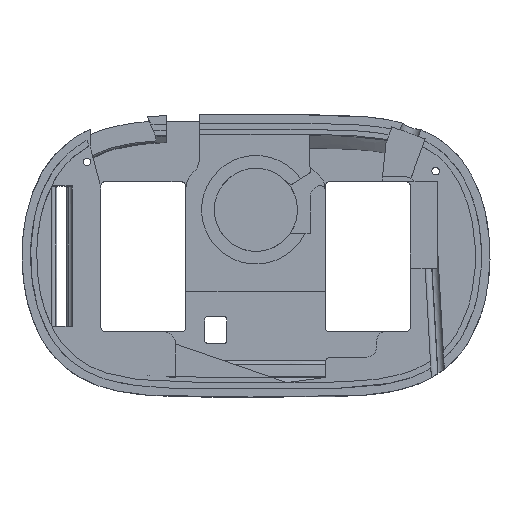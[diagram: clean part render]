
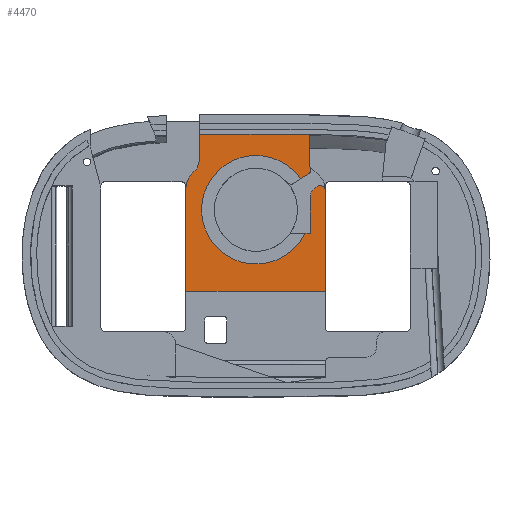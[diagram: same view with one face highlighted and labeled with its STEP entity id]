
A CAD part, top view. The second image highlights one B-rep face of the part: STEP entity #4470.
In plain terms, the highlighted planar face has unit normal (0, 0, 1).
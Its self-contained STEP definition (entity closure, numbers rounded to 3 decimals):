
#143=PLANE('',#4744);
#349=LINE('',#23324,#629);
#351=LINE('',#23331,#631);
#357=LINE('',#23380,#637);
#362=LINE('',#23390,#642);
#363=LINE('',#23392,#643);
#364=LINE('',#23396,#644);
#365=LINE('',#23400,#645);
#366=LINE('',#23402,#646);
#367=LINE('',#23405,#647);
#368=LINE('',#23407,#648);
#629=VECTOR('',#5360,10.);
#631=VECTOR('',#5368,10.);
#637=VECTOR('',#5386,10.);
#642=VECTOR('',#5393,10.);
#643=VECTOR('',#5394,10.);
#644=VECTOR('',#5397,10.);
#645=VECTOR('',#5400,10.);
#646=VECTOR('',#5401,10.);
#647=VECTOR('',#5404,10.);
#648=VECTOR('',#5405,10.);
#869=FACE_OUTER_BOUND('',#1109,.T.);
#1109=EDGE_LOOP('',(#3667,#3668,#3669,#3670,#3671,#3672,#3673,#3674,#3675,
#3676,#3677,#3678,#3679,#3680,#3681,#3682,#3683));
#1448=B_SPLINE_CURVE_WITH_KNOTS('',3,(#23408,#23409,#23410,#23411,#23412,
#23413),.UNSPECIFIED.,.F.,.F.,(4,2,4),(-7.89,-3.265,
-1.002),.UNSPECIFIED.);
#1589=CIRCLE('',#4733,8.);
#1590=CIRCLE('',#4736,8.);
#1592=CIRCLE('',#4741,2.);
#1594=CIRCLE('',#4745,2.);
#1595=CIRCLE('',#4746,5.);
#1596=CIRCLE('',#4747,22.265);
#2004=VERTEX_POINT('',#23311);
#2005=VERTEX_POINT('',#23312);
#2008=VERTEX_POINT('',#23322);
#2009=VERTEX_POINT('',#23326);
#2010=VERTEX_POINT('',#23330);
#2017=VERTEX_POINT('',#23370);
#2018=VERTEX_POINT('',#23371);
#2021=VERTEX_POINT('',#23379);
#2025=VERTEX_POINT('',#23389);
#2026=VERTEX_POINT('',#23391);
#2027=VERTEX_POINT('',#23393);
#2028=VERTEX_POINT('',#23395);
#2029=VERTEX_POINT('',#23397);
#2030=VERTEX_POINT('',#23399);
#2031=VERTEX_POINT('',#23401);
#2032=VERTEX_POINT('',#23404);
#2033=VERTEX_POINT('',#23406);
#2596=EDGE_CURVE('',#2004,#2005,#1589,.T.);
#2603=EDGE_CURVE('',#2004,#2008,#349,.T.);
#2604=EDGE_CURVE('',#2009,#2005,#1590,.F.);
#2606=EDGE_CURVE('',#2010,#2009,#351,.T.);
#2616=EDGE_CURVE('',#2017,#2018,#1592,.T.);
#2620=EDGE_CURVE('',#2021,#2018,#357,.T.);
#2625=EDGE_CURVE('',#2008,#2025,#362,.T.);
#2626=EDGE_CURVE('',#2025,#2026,#363,.T.);
#2627=EDGE_CURVE('',#2027,#2026,#1594,.T.);
#2628=EDGE_CURVE('',#2027,#2028,#364,.T.);
#2629=EDGE_CURVE('',#2028,#2029,#1595,.T.);
#2630=EDGE_CURVE('',#2029,#2030,#365,.T.);
#2631=EDGE_CURVE('',#2030,#2031,#366,.T.);
#2632=EDGE_CURVE('',#2021,#2031,#1596,.T.);
#2633=EDGE_CURVE('',#2017,#2032,#367,.T.);
#2634=EDGE_CURVE('',#2032,#2033,#368,.T.);
#2635=EDGE_CURVE('',#2010,#2033,#1448,.T.);
#3667=ORIENTED_EDGE('',*,*,#2596,.F.);
#3668=ORIENTED_EDGE('',*,*,#2603,.T.);
#3669=ORIENTED_EDGE('',*,*,#2625,.T.);
#3670=ORIENTED_EDGE('',*,*,#2626,.T.);
#3671=ORIENTED_EDGE('',*,*,#2627,.F.);
#3672=ORIENTED_EDGE('',*,*,#2628,.T.);
#3673=ORIENTED_EDGE('',*,*,#2629,.T.);
#3674=ORIENTED_EDGE('',*,*,#2630,.T.);
#3675=ORIENTED_EDGE('',*,*,#2631,.T.);
#3676=ORIENTED_EDGE('',*,*,#2632,.F.);
#3677=ORIENTED_EDGE('',*,*,#2620,.T.);
#3678=ORIENTED_EDGE('',*,*,#2616,.F.);
#3679=ORIENTED_EDGE('',*,*,#2633,.T.);
#3680=ORIENTED_EDGE('',*,*,#2634,.T.);
#3681=ORIENTED_EDGE('',*,*,#2635,.F.);
#3682=ORIENTED_EDGE('',*,*,#2606,.T.);
#3683=ORIENTED_EDGE('',*,*,#2604,.T.);
#4470=ADVANCED_FACE('',(#869),#143,.F.);
#4733=AXIS2_PLACEMENT_3D('',#23313,#5350,#5351);
#4736=AXIS2_PLACEMENT_3D('',#23327,#5363,#5364);
#4741=AXIS2_PLACEMENT_3D('',#23372,#5378,#5379);
#4744=AXIS2_PLACEMENT_3D('',#23388,#5391,#5392);
#4745=AXIS2_PLACEMENT_3D('',#23394,#5395,#5396);
#4746=AXIS2_PLACEMENT_3D('',#23398,#5398,#5399);
#4747=AXIS2_PLACEMENT_3D('',#23403,#5402,#5403);
#5350=DIRECTION('center_axis',(0.,0.,-1.));
#5351=DIRECTION('ref_axis',(-0.908,0.418,0.));
#5360=DIRECTION('',(0.,-1.,0.));
#5363=DIRECTION('center_axis',(0.,0.,1.));
#5364=DIRECTION('ref_axis',(0.301,-0.954,0.));
#5368=DIRECTION('',(0.,-1.,0.));
#5378=DIRECTION('center_axis',(0.,0.,-1.));
#5379=DIRECTION('ref_axis',(0.995,-0.104,0.));
#5386=DIRECTION('',(0.844,0.536,0.));
#5391=DIRECTION('center_axis',(0.,0.,-1.));
#5392=DIRECTION('ref_axis',(1.,0.,0.));
#5393=DIRECTION('',(1.,0.,0.));
#5394=DIRECTION('',(0.,1.,0.));
#5395=DIRECTION('center_axis',(0.,0.,-1.));
#5396=DIRECTION('ref_axis',(0.481,0.876,0.));
#5397=DIRECTION('',(-0.844,-0.536,0.));
#5398=DIRECTION('center_axis',(0.,0.,1.));
#5399=DIRECTION('ref_axis',(-0.536,0.844,0.));
#5400=DIRECTION('',(0.,-1.,0.));
#5401=DIRECTION('',(-1.,0.,0.));
#5402=DIRECTION('center_axis',(0.,0.,1.));
#5403=DIRECTION('ref_axis',(1.,0.,0.));
#5404=DIRECTION('',(-0.714,0.7,0.));
#5405=DIRECTION('',(0.,1.,0.));
#23311=CARTESIAN_POINT('',(-28.716,27.957,-3.69));
#23312=CARTESIAN_POINT('',(-25.921,34.032,-3.69));
#23313=CARTESIAN_POINT('Origin',(-20.716,27.957,-3.69));
#23322=CARTESIAN_POINT('',(-28.716,-14.474,-3.69));
#23324=CARTESIAN_POINT('',(-28.716,28.479,-3.69));
#23326=CARTESIAN_POINT('',(-23.127,40.107,-3.69));
#23327=CARTESIAN_POINT('Origin',(-31.127,40.107,-3.69));
#23330=CARTESIAN_POINT('',(-23.127,49.77,-3.69));
#23331=CARTESIAN_POINT('',(-23.127,49.443,-3.69));
#23370=CARTESIAN_POINT('',(21.903,36.826,-3.69));
#23371=CARTESIAN_POINT('',(21.576,33.71,-3.69));
#23372=CARTESIAN_POINT('Origin',(20.503,35.398,-3.69));
#23379=CARTESIAN_POINT('',(18.277,31.613,-3.69));
#23380=CARTESIAN_POINT('',(7.45,24.732,-3.69));
#23388=CARTESIAN_POINT('Origin',(-0.038,18.952,-3.69));
#23389=CARTESIAN_POINT('',(28.362,-14.474,-3.69));
#23390=CARTESIAN_POINT('',(-28.716,-14.474,-3.69));
#23391=CARTESIAN_POINT('',(28.362,26.858,-3.69));
#23392=CARTESIAN_POINT('',(28.362,-29.011,-3.69));
#23393=CARTESIAN_POINT('',(25.289,28.546,-3.69));
#23394=CARTESIAN_POINT('Origin',(26.362,26.858,-3.69));
#23395=CARTESIAN_POINT('',(24.545,28.073,-3.69));
#23396=CARTESIAN_POINT('',(15.634,22.409,-3.69));
#23397=CARTESIAN_POINT('',(22.227,23.853,-3.69));
#23398=CARTESIAN_POINT('Origin',(27.227,23.853,-3.69));
#23399=CARTESIAN_POINT('',(22.227,9.308,-3.69));
#23400=CARTESIAN_POINT('',(22.227,21.402,-3.69));
#23401=CARTESIAN_POINT('',(20.03,9.308,-3.69));
#23402=CARTESIAN_POINT('',(11.094,9.308,-3.69));
#23403=CARTESIAN_POINT('Origin',(-0.038,18.952,-3.69));
#23404=CARTESIAN_POINT('',(21.902,36.827,-3.69));
#23405=CARTESIAN_POINT('',(28.362,30.499,-3.69));
#23406=CARTESIAN_POINT('',(21.902,49.779,-3.69));
#23407=CARTESIAN_POINT('',(21.902,44.223,-3.69));
#23408=CARTESIAN_POINT('Ctrl Pts',(-23.127,49.77,-3.69));
#23409=CARTESIAN_POINT('Ctrl Pts',(-14.593,49.833,-3.69));
#23410=CARTESIAN_POINT('Ctrl Pts',(-9.918,49.724,-3.69));
#23411=CARTESIAN_POINT('Ctrl Pts',(10.675,49.766,-3.69));
#23412=CARTESIAN_POINT('Ctrl Pts',(15.781,49.816,-3.69));
#23413=CARTESIAN_POINT('Ctrl Pts',(21.902,49.779,-3.69));
